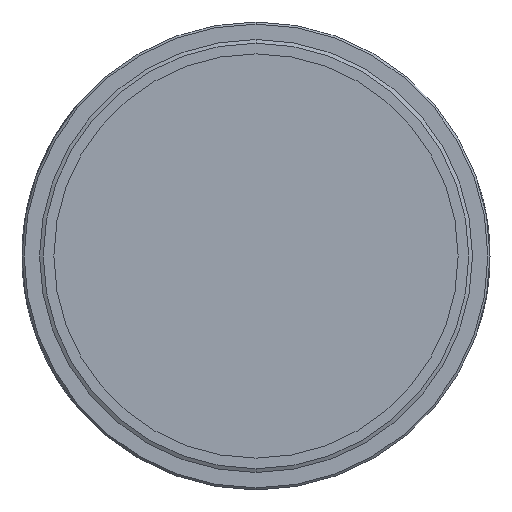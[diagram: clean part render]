
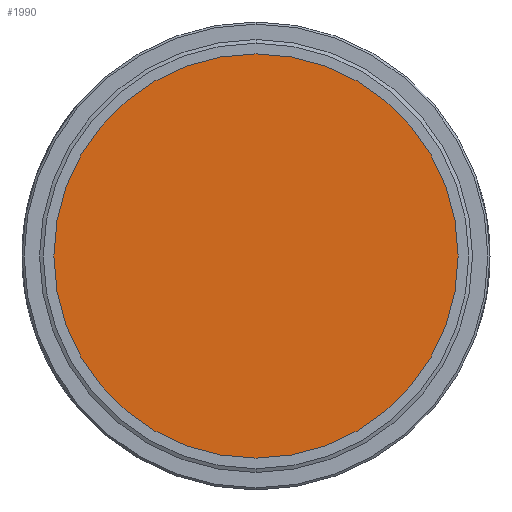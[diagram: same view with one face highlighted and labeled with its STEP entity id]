
A CAD part, left-side view. The second image highlights one B-rep face of the part: STEP entity #1990.
In plain terms, the highlighted planar face has unit normal (-1, 0, 0).
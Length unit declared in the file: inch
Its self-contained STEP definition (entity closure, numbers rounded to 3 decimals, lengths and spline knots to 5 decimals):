
#1990 = ADVANCED_FACE ( 'NONE', ( #14738 ), #2563, .F. ) ;
#2196 = CIRCLE ( 'NONE', #8356, 0.99722 ) ;
#2313 = DIRECTION ( 'NONE',  ( 1., 0., 0. ) ) ;
#2563 = PLANE ( 'NONE',  #14615 ) ;
#3105 = VERTEX_POINT ( 'NONE', #11843 ) ;
#4484 = EDGE_CURVE ( 'NONE', #3105, #10133, #10161, .T. ) ;
#4787 = EDGE_LOOP ( 'NONE', ( #9622, #12533 ) ) ;
#5034 = CARTESIAN_POINT ( 'NONE',  ( -0.125, 0., 0. ) ) ;
#6129 = DIRECTION ( 'NONE',  ( 1., 0., 0. ) ) ;
#6272 = DIRECTION ( 'NONE',  ( 0., 0., -1. ) ) ;
#6915 = EDGE_CURVE ( 'NONE', #10133, #3105, #2196, .T. ) ;
#8356 = AXIS2_PLACEMENT_3D ( 'NONE', #13559, #6129, #14760 ) ;
#8818 = CARTESIAN_POINT ( 'NONE',  ( -0.125, 0., 0.99722 ) ) ;
#9622 = ORIENTED_EDGE ( 'NONE', *, *, #4484, .F. ) ;
#9702 = CARTESIAN_POINT ( 'NONE',  ( -0.125, 0., 0. ) ) ;
#10133 = VERTEX_POINT ( 'NONE', #8818 ) ;
#10161 = CIRCLE ( 'NONE', #12076, 0.99722 ) ;
#10975 = DIRECTION ( 'NONE',  ( 0., 0., -1. ) ) ;
#11843 = CARTESIAN_POINT ( 'NONE',  ( -0.125, 0., -0.99722 ) ) ;
#12076 = AXIS2_PLACEMENT_3D ( 'NONE', #9702, #2313, #10975 ) ;
#12533 = ORIENTED_EDGE ( 'NONE', *, *, #6915, .F. ) ;
#13559 = CARTESIAN_POINT ( 'NONE',  ( -0.125, 0., 0. ) ) ;
#13707 = DIRECTION ( 'NONE',  ( 1., 0., 0. ) ) ;
#14615 = AXIS2_PLACEMENT_3D ( 'NONE', #5034, #13707, #6272 ) ;
#14738 = FACE_OUTER_BOUND ( 'NONE', #4787, .T. ) ;
#14760 = DIRECTION ( 'NONE',  ( 0., 0., -1. ) ) ;
